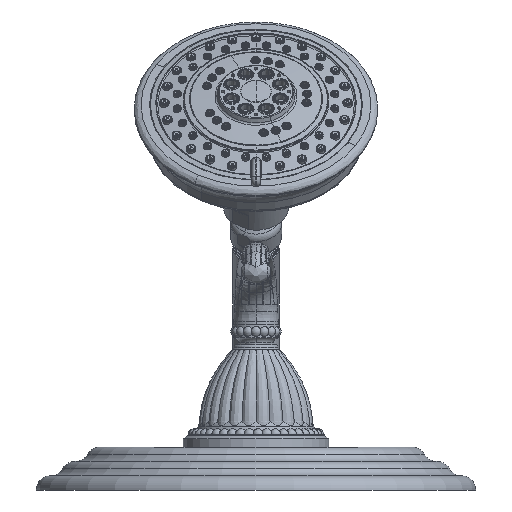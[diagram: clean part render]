
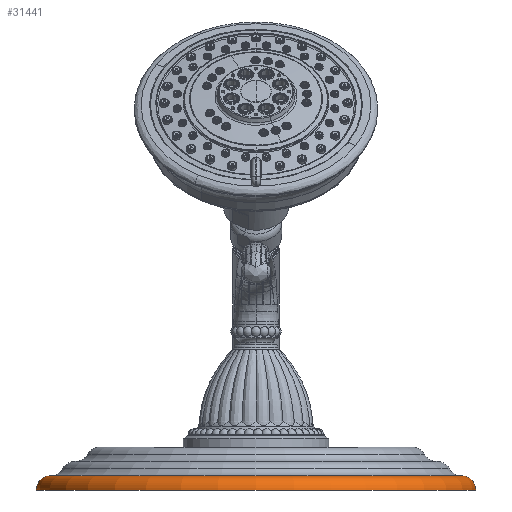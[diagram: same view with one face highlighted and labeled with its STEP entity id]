
A CAD part, front view. The second image highlights one B-rep face of the part: STEP entity #31441.
In plain terms, the highlighted toroidal (fillet/blend) face has major radius 92.075 mm and minor radius 6.35 mm.
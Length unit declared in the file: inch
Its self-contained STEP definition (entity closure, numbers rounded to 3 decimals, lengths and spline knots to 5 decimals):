
#9654=CARTESIAN_POINT('',(0.,-1.,0.25));
#9655=DIRECTION('',(0.,0.,-1.));
#9656=DIRECTION('',(1.,0.,0.));
#9657=AXIS2_PLACEMENT_3D('',#9654,#9655,#9656);
#9679=CARTESIAN_POINT('',(3.625,-1.,0.));
#9680=DIRECTION('',(0.,-1.,0.));
#9681=DIRECTION('',(1.,0.,0.));
#9682=AXIS2_PLACEMENT_3D('',#9679,#9680,#9681);
#9684=CARTESIAN_POINT('',(-3.625,-1.,0.));
#9685=DIRECTION('',(0.,1.,0.));
#9686=DIRECTION('',(-1.,0.,0.));
#9687=AXIS2_PLACEMENT_3D('',#9684,#9685,#9686);
#9689=CARTESIAN_POINT('',(0.,-1.,0.));
#9690=DIRECTION('',(0.,0.,-1.));
#9691=DIRECTION('',(1.,0.,0.));
#9692=AXIS2_PLACEMENT_3D('',#9689,#9690,#9691);
#19197=CARTESIAN_POINT('',(3.625,-1.,0.25));
#19199=VERTEX_POINT('',#19197);
#19207=CARTESIAN_POINT('',(-3.625,-1.,0.25));
#19209=VERTEX_POINT('',#19207);
#19781=CARTESIAN_POINT('',(3.875,-1.,0.));
#19782=CARTESIAN_POINT('',(-3.875,-1.,0.));
#19783=VERTEX_POINT('',#19781);
#19784=VERTEX_POINT('',#19782);
#31430=CARTESIAN_POINT('',(0.,-1.,0.));
#31431=DIRECTION('',(0.,0.,-1.));
#31432=DIRECTION('',(-1.,0.,0.));
#31433=AXIS2_PLACEMENT_3D('',#31430,#31431,#31432);
#31434=TOROIDAL_SURFACE('',#31433,3.625,0.25);
#31435=ORIENTED_EDGE('',*,*,#31424,.T.);
#31436=ORIENTED_EDGE('',*,*,#31414,.T.);
#31437=ORIENTED_EDGE('',*,*,#31383,.F.);
#31438=ORIENTED_EDGE('',*,*,#31411,.F.);
#31439=EDGE_LOOP('',(#31435,#31436,#31437,#31438));
#31440=FACE_OUTER_BOUND('',#31439,.F.);
#31441=ADVANCED_FACE('',(#31440),#31434,.T.);
#9658=CIRCLE('',#9657,3.625);
#9683=CIRCLE('',#9682,0.25);
#9688=CIRCLE('',#9687,0.25);
#9693=CIRCLE('',#9692,3.875);
#31383=EDGE_CURVE('',#19199,#19209,#9658,.T.);
#31411=EDGE_CURVE('',#19783,#19199,#9683,.T.);
#31414=EDGE_CURVE('',#19784,#19209,#9688,.T.);
#31424=EDGE_CURVE('',#19783,#19784,#9693,.T.);
